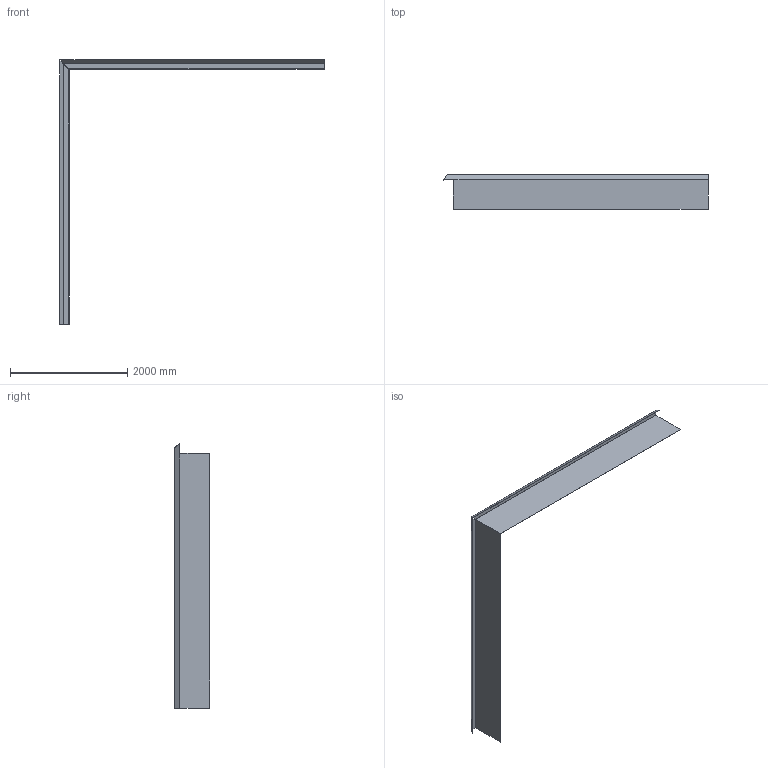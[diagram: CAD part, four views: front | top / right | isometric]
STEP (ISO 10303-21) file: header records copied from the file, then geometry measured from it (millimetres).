
FILE_DESCRIPTION (( 'STEP AP214' ), '1' );
FILE_NAME ('housing perimeter.STEP', '2021-11-18T19:23:36', ( '' ), ( '' ), 'SwSTEP 2.0', 'SolidWorks 2021', '' );
FILE_SCHEMA (( 'AUTOMOTIVE_DESIGN' ));
Length unit declared in the file: millimetre
Products named in the file (3): Perimeter 2; Perimeter 1; housing perimeter
Assembly tree (2 placements, depth 2):
  housing perimeter
    Perimeter 1
    Perimeter 2
Bounding box: 4500 x 600 x 4500 mm (x, y, z)
Volume: 14058123.6 mm3; surface area: 14100142.1 mm2
Topology: 2 solids, 2 shells, 48 faces, 100 edges, 56 vertices
Faces by surface type: plane 32, cylinder 8, bspline 8
Entity records: 1550 total; most frequent: CARTESIAN_POINT 489, ORIENTED_EDGE 200, DIRECTION 182, EDGE_CURVE 100, LINE 76, VECTOR 76, VERTEX_POINT 56, AXIS2_PLACEMENT_3D 53
